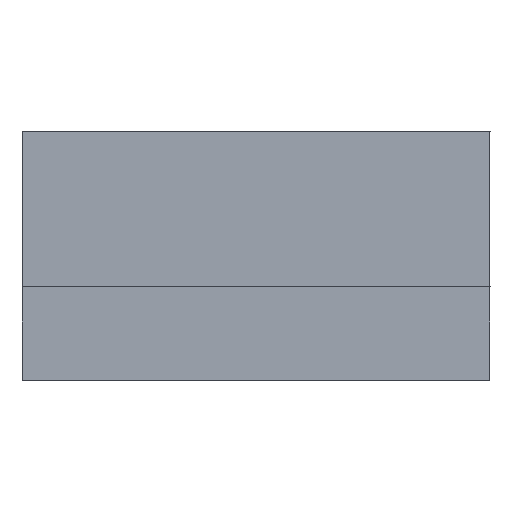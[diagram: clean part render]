
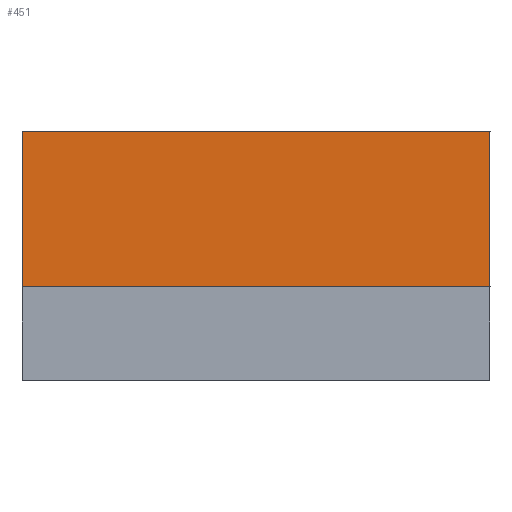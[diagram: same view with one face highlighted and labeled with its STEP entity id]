
A CAD part, top view. The second image highlights one B-rep face of the part: STEP entity #451.
In plain terms, the highlighted free-form (B-spline) face has degree [1, 1] with [2, 2] control points.
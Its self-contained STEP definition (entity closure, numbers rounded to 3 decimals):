
#416=(
BOUNDED_SURFACE()
B_SPLINE_SURFACE(1,1,((#417,#418),(#419,#420)),.UNSPECIFIED.,.F.,.F.,.F.)
B_SPLINE_SURFACE_WITH_KNOTS((2,2),(2,2),(0.000,1.000),(0.000,1.000),.UNSPECIFIED.)
GEOMETRIC_REPRESENTATION_ITEM()
RATIONAL_B_SPLINE_SURFACE(((1.,1.),(1.,1.)))
REPRESENTATION_ITEM('')
SURFACE()
);
#417=CARTESIAN_POINT('',(0.,800.,30.));
#418=CARTESIAN_POINT('',(1500.,800.,30.));
#419=CARTESIAN_POINT('',(0.,0.,30.));
#420=CARTESIAN_POINT('',(1500.,0.,30.));
#421=CARTESIAN_POINT('',(1500.,800.,30.));
#422=VERTEX_POINT('',#421);
#423=(
BOUNDED_CURVE()
B_SPLINE_CURVE(1,(#424,#425),.UNSPECIFIED.,.F.,.F.)
B_SPLINE_CURVE_WITH_KNOTS((2,2),(0.000,1.000),.UNSPECIFIED.)
CURVE()
GEOMETRIC_REPRESENTATION_ITEM()
RATIONAL_B_SPLINE_CURVE((1.,1.))
REPRESENTATION_ITEM('')
);
#424=CARTESIAN_POINT('',(1500.,800.,30.));
#425=CARTESIAN_POINT('',(1500.,0.,30.));
#426=CARTESIAN_POINT('',(1500.,0.,30.));
#427=VERTEX_POINT('',#426);
#428=EDGE_CURVE('',#422,#427,#423,.T.);
#429=ORIENTED_EDGE('',*,*,#428,.T.);
#430=(
BOUNDED_CURVE()
B_SPLINE_CURVE(1,(#431,#432),.UNSPECIFIED.,.F.,.F.)
B_SPLINE_CURVE_WITH_KNOTS((2,2),(0.000,1.000),.UNSPECIFIED.)
CURVE()
GEOMETRIC_REPRESENTATION_ITEM()
RATIONAL_B_SPLINE_CURVE((1.,1.))
REPRESENTATION_ITEM('')
);
#431=CARTESIAN_POINT('',(1500.,0.,30.));
#432=CARTESIAN_POINT('',(0.,0.,30.));
#433=CARTESIAN_POINT('',(0.,0.,30.));
#434=VERTEX_POINT('',#433);
#435=EDGE_CURVE('',#427,#434,#430,.T.);
#436=ORIENTED_EDGE('',*,*,#435,.T.);
#437=(
BOUNDED_CURVE()
B_SPLINE_CURVE(1,(#438,#439),.UNSPECIFIED.,.F.,.F.)
B_SPLINE_CURVE_WITH_KNOTS((2,2),(0.000,1.000),.UNSPECIFIED.)
CURVE()
GEOMETRIC_REPRESENTATION_ITEM()
RATIONAL_B_SPLINE_CURVE((1.,1.))
REPRESENTATION_ITEM('')
);
#438=CARTESIAN_POINT('',(0.,0.,30.));
#439=CARTESIAN_POINT('',(0.,800.,30.));
#440=CARTESIAN_POINT('',(0.,800.,30.));
#441=VERTEX_POINT('',#440);
#442=EDGE_CURVE('',#434,#441,#437,.T.);
#443=ORIENTED_EDGE('',*,*,#442,.T.);
#444=(
BOUNDED_CURVE()
B_SPLINE_CURVE(1,(#445,#446),.UNSPECIFIED.,.F.,.F.)
B_SPLINE_CURVE_WITH_KNOTS((2,2),(0.000,1.000),.UNSPECIFIED.)
CURVE()
GEOMETRIC_REPRESENTATION_ITEM()
RATIONAL_B_SPLINE_CURVE((1.,1.))
REPRESENTATION_ITEM('')
);
#445=CARTESIAN_POINT('',(0.,800.,30.));
#446=CARTESIAN_POINT('',(1500.,800.,30.));
#447=EDGE_CURVE('',#441,#422,#444,.T.);
#448=ORIENTED_EDGE('',*,*,#447,.T.);
#449=EDGE_LOOP('',(#429,#436,#443,#448));
#450=FACE_OUTER_BOUND('',#449,.T.);
#451=ADVANCED_FACE('',(#450),#416,.T.);
